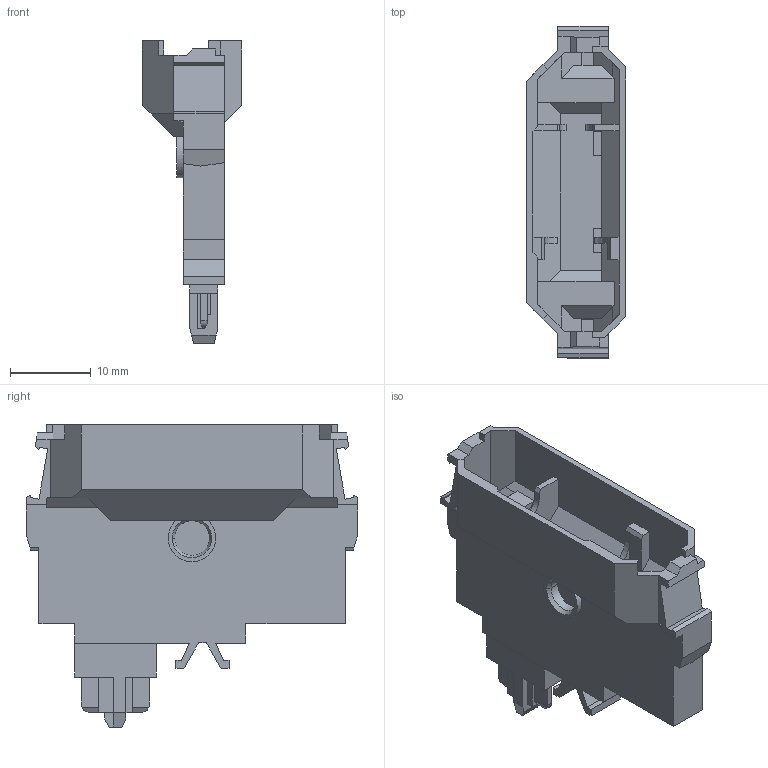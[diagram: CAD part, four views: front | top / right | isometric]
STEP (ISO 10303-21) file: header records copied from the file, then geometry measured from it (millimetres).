
FILE_DESCRIPTION(('Creo Elements/Direct Modeling STEP Export'),'2;1');
FILE_NAME('model.stp','2018-01-19T 7:22:01',(''),(''),'Creo Elements/Direct Modeling STEP processor for AP214 (Solid Model)','Creo Elements/Direct Modeling 18.1I 14-Aug-2016 (C) Parametric Technology GmbH','');
FILE_SCHEMA(('AUTOMOTIVE_DESIGN { 1 0 10303 214 1 1 1 1 }'));
Length unit declared in the file: millimetre
Products named in the file (2): P-CO_XL_SKN-select
Assembly tree (1 placements, depth 2):
  P-CO_XL_SKN-select
    P-CO_XL_SKN-select
Bounding box: 12.3 x 41.2 x 37.5 mm (x, y, z)
Volume: 4367.7 mm3; surface area: 4528.3 mm2
Topology: 1 solids, 1 shells, 211 faces, 622 edges, 413 vertices
Faces by surface type: plane 199, cylinder 9, cone 3
Entity records: 8601 total; most frequent: CARTESIAN_POINT 1302, ORIENTED_EDGE 1244, DIRECTION 1034, EDGE_CURVE 622, VECTOR 584, LINE 584, VERTEX_POINT 413, AXIS2_PLACEMENT_3D 225
